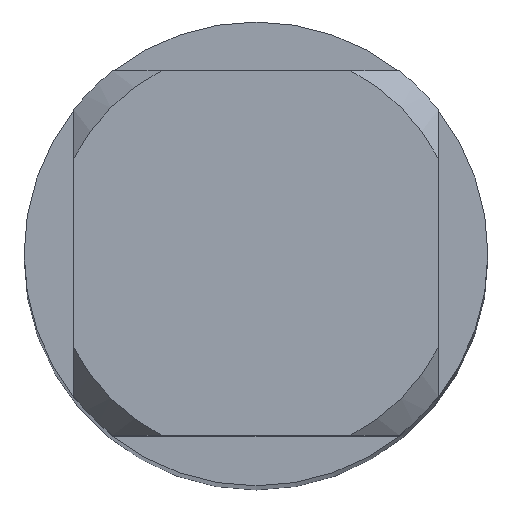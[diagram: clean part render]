
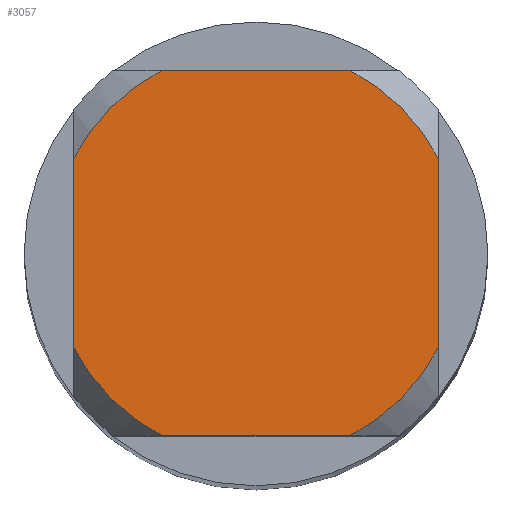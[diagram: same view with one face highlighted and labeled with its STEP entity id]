
A CAD part, top view. The second image highlights one B-rep face of the part: STEP entity #3057.
In plain terms, the highlighted planar face has unit normal (0, 0, 1).
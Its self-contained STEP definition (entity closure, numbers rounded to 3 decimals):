
#1701=EDGE_CURVE('',#4199,#4219,#4609,.T.);
#1843=EDGE_CURVE('',#3335,#3895,#4761,.T.);
#1925=VERTEX_POINT('',#4851);
#2165=VERTEX_POINT('',#5112);
#2175=VERTEX_POINT('',#5122);
#2703=EDGE_CURVE('',#3335,#1925,#5697,.T.);
#2795=EDGE_CURVE('',#2175,#2165,#5794,.T.);
#3057=ADVANCED_FACE('',(#6080),#6081,.T.);
#3181=EDGE_CURVE('',#2175,#1925,#6212,.T.);
#3217=EDGE_CURVE('',#4199,#3895,#6251,.T.);
#3335=VERTEX_POINT('',#6383);
#3421=EDGE_CURVE('',#3817,#4219,#6477,.T.);
#3443=EDGE_CURVE('',#3817,#2165,#6500,.T.);
#3817=VERTEX_POINT('',#6916);
#3895=VERTEX_POINT('',#6998);
#4199=VERTEX_POINT('',#7328);
#4219=VERTEX_POINT('',#7349);
#4609=LINE('',#8765,#8766);
#4761=LINE('',#9367,#9368);
#4851=CARTESIAN_POINT('',(2.75,1.431,0.0));
#5112=CARTESIAN_POINT('',(1.431,-2.75,0.0));
#5122=CARTESIAN_POINT('',(2.75,-1.431,0.0));
#5697=CIRCLE('',#14397,3.1);
#5794=CIRCLE('',#14725,3.1);
#6080=FACE_OUTER_BOUND('',#15742,.T.);
#6081=PLANE('',#15743);
#6212=LINE('',#16456,#16457);
#6251=CIRCLE('',#16701,3.1);
#6383=CARTESIAN_POINT('',(1.431,2.75,0.0));
#6477=CIRCLE('',#17765,3.1);
#6500=LINE('',#17801,#17802);
#6916=CARTESIAN_POINT('',(-1.431,-2.75,0.0));
#6998=CARTESIAN_POINT('',(-1.431,2.75,0.0));
#7328=CARTESIAN_POINT('',(-2.75,1.431,0.0));
#7349=CARTESIAN_POINT('',(-2.75,-1.431,0.0));
#8765=CARTESIAN_POINT('',(-2.75,0.775,0.0));
#8766=VECTOR('',#22743,1.0);
#9367=CARTESIAN_POINT('',(0.0,2.75,0.0));
#9368=VECTOR('',#22869,1.0);
#14397=AXIS2_PLACEMENT_3D('',#23922,#23923,#23924);
#14725=AXIS2_PLACEMENT_3D('',#24010,#24011,#24012);
#15742=EDGE_LOOP('',(#24306,#24307,#24308,#24309,#24310,#24311,#24312,#24313));
#15743=AXIS2_PLACEMENT_3D('',#24314,#24315,#24316);
#16456=CARTESIAN_POINT('',(2.75,0.775,0.0));
#16457=VECTOR('',#24410,1.0);
#16701=AXIS2_PLACEMENT_3D('',#24441,#24442,#24443);
#17765=AXIS2_PLACEMENT_3D('',#24694,#24695,#24696);
#17801=CARTESIAN_POINT('',(0.0,-2.75,0.0));
#17802=VECTOR('',#24713,1.0);
#22743=DIRECTION('',(-0.0,-1.0,0.0));
#22869=DIRECTION('',(-1.0,0.0,0.0));
#23922=CARTESIAN_POINT('',(0.0,0.0,0.0));
#23923=DIRECTION('',(0.0,0.0,-1.0));
#23924=DIRECTION('',(0.0,1.0,0.0));
#24010=CARTESIAN_POINT('',(0.0,0.0,0.0));
#24011=DIRECTION('',(0.0,0.0,-1.0));
#24012=DIRECTION('',(0.0,1.0,0.0));
#24306=ORIENTED_EDGE('',*,*,#1701,.T.);
#24307=ORIENTED_EDGE('',*,*,#3421,.F.);
#24308=ORIENTED_EDGE('',*,*,#3443,.T.);
#24309=ORIENTED_EDGE('',*,*,#2795,.F.);
#24310=ORIENTED_EDGE('',*,*,#3181,.T.);
#24311=ORIENTED_EDGE('',*,*,#2703,.F.);
#24312=ORIENTED_EDGE('',*,*,#1843,.T.);
#24313=ORIENTED_EDGE('',*,*,#3217,.F.);
#24314=CARTESIAN_POINT('',(0.0,1.55,0.0));
#24315=DIRECTION('',(-0.0,0.0,1.0));
#24316=DIRECTION('',(0.0,-1.0,0.0));
#24410=DIRECTION('',(-0.0,1.0,0.0));
#24441=CARTESIAN_POINT('',(0.0,0.0,0.0));
#24442=DIRECTION('',(0.0,0.0,-1.0));
#24443=DIRECTION('',(0.0,1.0,0.0));
#24694=CARTESIAN_POINT('',(0.0,0.0,0.0));
#24695=DIRECTION('',(0.0,0.0,-1.0));
#24696=DIRECTION('',(0.0,1.0,0.0));
#24713=DIRECTION('',(1.0,0.0,0.0));
